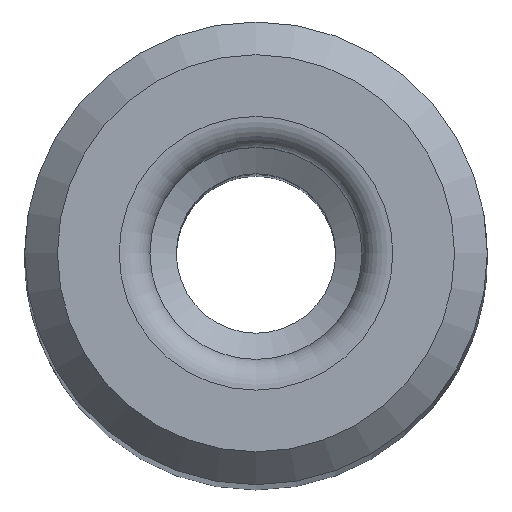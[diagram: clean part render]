
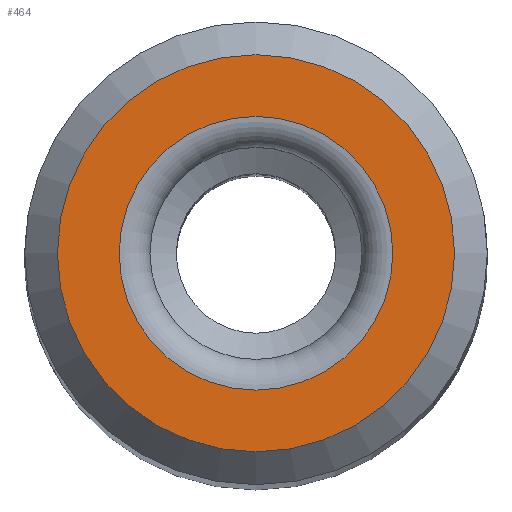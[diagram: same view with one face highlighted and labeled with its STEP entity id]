
A CAD part, top view. The second image highlights one B-rep face of the part: STEP entity #464.
In plain terms, the highlighted planar face has unit normal (0, 0, 1).
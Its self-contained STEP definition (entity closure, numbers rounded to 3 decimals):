
#30=PLANE('',#507);
#79=ORIENTED_EDGE('',*,*,#135,.F.);
#80=ORIENTED_EDGE('',*,*,#136,.T.);
#135=EDGE_CURVE('',#165,#165,#183,.T.);
#136=EDGE_CURVE('',#166,#166,#184,.F.);
#165=VERTEX_POINT('',#680);
#166=VERTEX_POINT('',#682);
#183=CIRCLE('',#508,3.55);
#184=CIRCLE('',#509,5.15);
#207=EDGE_LOOP('',(#79));
#208=EDGE_LOOP('',(#80));
#251=FACE_BOUND('',#207,.T.);
#252=FACE_BOUND('',#208,.T.);
#464=ADVANCED_FACE('',(#251,#252),#30,.F.);
#507=AXIS2_PLACEMENT_3D('',#678,#580,#581);
#508=AXIS2_PLACEMENT_3D('',#679,#582,#583);
#509=AXIS2_PLACEMENT_3D('',#681,#584,#585);
#580=DIRECTION('',(0.,0.,-1.));
#581=DIRECTION('',(-1.,0.,0.));
#582=DIRECTION('',(0.,0.,1.));
#583=DIRECTION('',(1.,0.,0.));
#584=DIRECTION('',(0.,0.,-1.));
#585=DIRECTION('',(-1.,0.,0.));
#678=CARTESIAN_POINT('',(6.,0.,97.1));
#679=CARTESIAN_POINT('',(0.,0.,97.1));
#680=CARTESIAN_POINT('',(3.55,0.,97.1));
#681=CARTESIAN_POINT('',(0.,0.,97.1));
#682=CARTESIAN_POINT('',(-5.15,0.,97.1));
